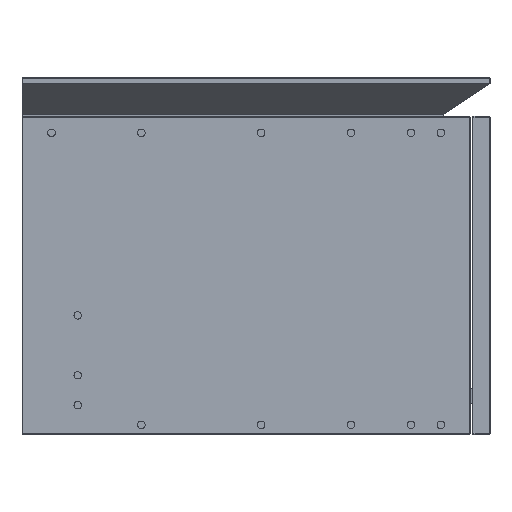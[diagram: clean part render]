
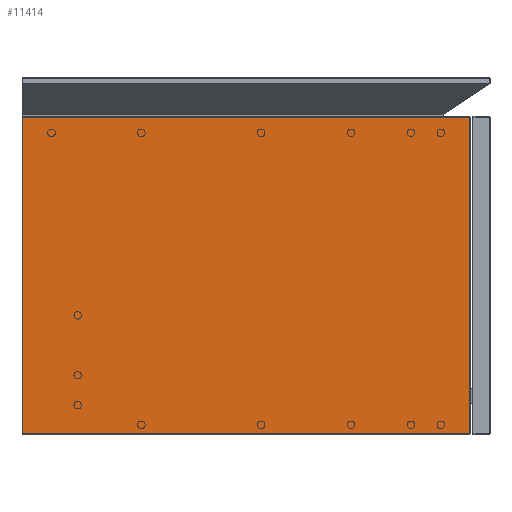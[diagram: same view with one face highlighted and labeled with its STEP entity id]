
A CAD part, left-side view. The second image highlights one B-rep face of the part: STEP entity #11414.
In plain terms, the highlighted planar face has unit normal (-1, 0, 0).
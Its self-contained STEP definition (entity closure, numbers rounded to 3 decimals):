
#10168=CARTESIAN_POINT('',(-2369.362,26867.09,-339.2));
#10169=VERTEX_POINT('',#10168);
#10194=CARTESIAN_POINT('',(-2369.362,26388.89,-339.2));
#10195=VERTEX_POINT('',#10194);
#10202=CARTESIAN_POINT('',(-2369.362,26388.89,-339.2));
#10203=DIRECTION('',(0.0,1.0,0.0));
#10204=VECTOR('',#10203,478.2);
#10205=LINE('',#10202,#10204);
#10206=EDGE_CURVE('',#10195,#10169,#10205,.T.);
#10241=CARTESIAN_POINT('',(-2369.362,26388.89,-0.8));
#10242=VERTEX_POINT('',#10241);
#10249=CARTESIAN_POINT('',(-2369.362,26388.89,-0.8));
#10250=DIRECTION('',(0.0,0.0,-1.0));
#10251=VECTOR('',#10250,338.4);
#10252=LINE('',#10249,#10251);
#10253=EDGE_CURVE('',#10242,#10195,#10252,.T.);
#10495=CARTESIAN_POINT('',(-2369.362,26867.09,-0.8));
#10496=VERTEX_POINT('',#10495);
#10503=CARTESIAN_POINT('',(-2369.362,26867.09,-0.8));
#10504=DIRECTION('',(0.0,-1.0,0.0));
#10505=VECTOR('',#10504,478.2);
#10506=LINE('',#10503,#10505);
#10507=EDGE_CURVE('',#10496,#10242,#10506,.T.);
#11388=CARTESIAN_POINT('',(-2369.362,26867.09,-339.2));
#11389=DIRECTION('',(0.0,0.0,1.0));
#11390=VECTOR('',#11389,338.4);
#11391=LINE('',#11388,#11390);
#11392=EDGE_CURVE('',#10169,#10496,#11391,.T.);
#11403=CARTESIAN_POINT('',(-2369.362,26627.99,-0.799));
#11404=DIRECTION('',(-1.0,0.0,0.0));
#11405=DIRECTION('',(0.0,0.0,1.0));
#11406=AXIS2_PLACEMENT_3D('',#11403,#11404,#11405);
#11407=PLANE('',#11406);
#11408=ORIENTED_EDGE('',*,*,#10206,.F.);
#11409=ORIENTED_EDGE('',*,*,#10253,.F.);
#11410=ORIENTED_EDGE('',*,*,#10507,.F.);
#11411=ORIENTED_EDGE('',*,*,#11392,.F.);
#11412=EDGE_LOOP('',(#11408,#11409,#11410,#11411));
#11413=FACE_OUTER_BOUND('',#11412,.T.);
#11414=ADVANCED_FACE('',(#11413),#11407,.T.);
